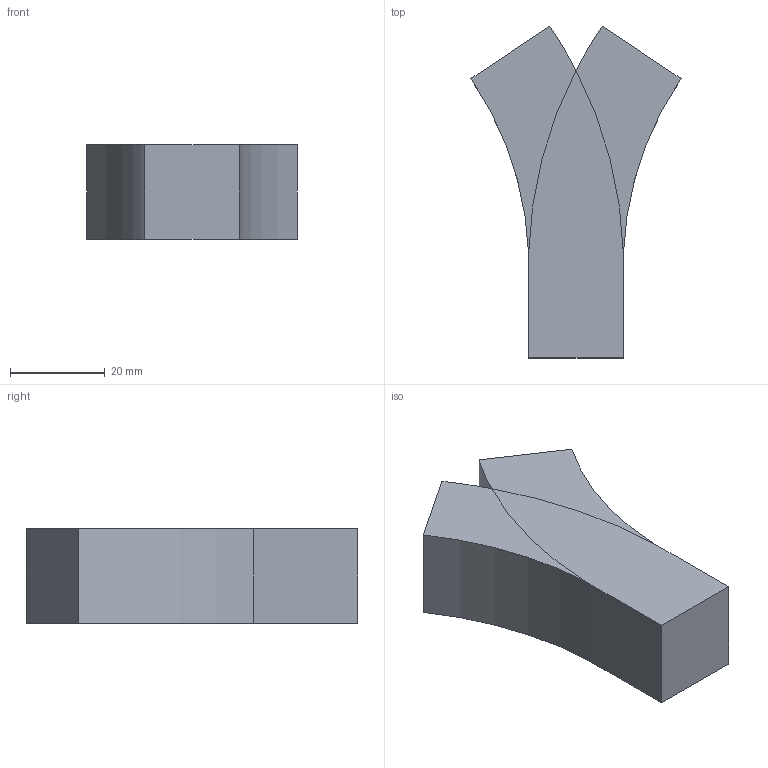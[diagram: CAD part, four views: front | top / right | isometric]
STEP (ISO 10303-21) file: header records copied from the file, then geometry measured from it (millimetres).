
FILE_DESCRIPTION(('FreeCAD Model'),'2;1');
FILE_NAME('body.step', '2017-02-22T14:00:57',('Author'),(''), 'Open CASCADE STEP processor 6.9','FreeCAD','Unknown');
FILE_SCHEMA(('AUTOMOTIVE_DESIGN_CC2 { 1 2 10303 214 -1 1 5 4 }'));
Length unit declared in the file: millimetre
Products named in the file (2): ASSEMBLY; Fusion
Assembly tree (1 placements, depth 2):
  ASSEMBLY
    Fusion
Bounding box: 44.32 x 70 x 20 mm (x, y, z)
Volume: 34840 mm3; surface area: 7571.4 mm2
Topology: 1 solids, 1 shells, 15 faces, 31 edges, 18 vertices
Faces by surface type: plane 11, cylinder 4
Entity records: 856 total; most frequent: CARTESIAN_POINT 179, DIRECTION 128, ORIENTED_EDGE 62, LINE 62, VECTOR 62, PCURVE 62, DEFINITIONAL_REPRESENTATION 62, EDGE_CURVE 31
